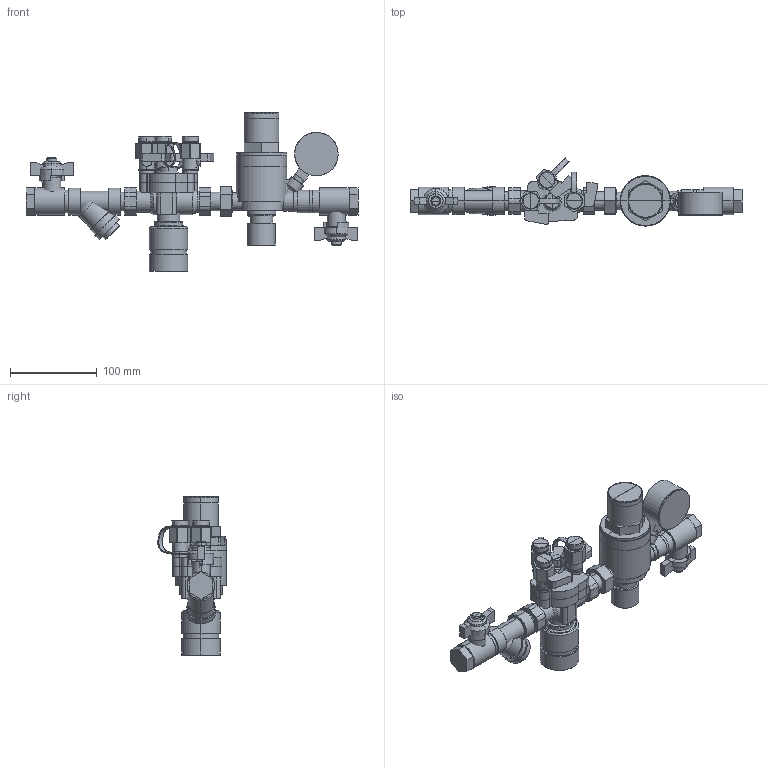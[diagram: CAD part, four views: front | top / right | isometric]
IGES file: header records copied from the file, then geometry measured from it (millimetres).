
Start section: START RECORD GO HERE.
Global section: file name: IGES_574000_-_TST.igs; native system: DASSAULT SYSTEMES CATIA Version 5-6 Release 2019 - www.3ds.com; preprocessor: V5-6R2019_5.29.3.0.06-20-2019.20.00; author: advantage; organization: CALEFFI; date: 20210930.102912; units: millimetre
Bounding box: 382 x 78.55 x 182 mm (x, y, z)
Surface area: 241660.5 mm2 (no closed solid volume)
Topology: 0 solids, 0 shells, 759 faces, 3362 edges, 3360 vertices
Faces by surface type: plane 435, revolution 318, bspline 6
